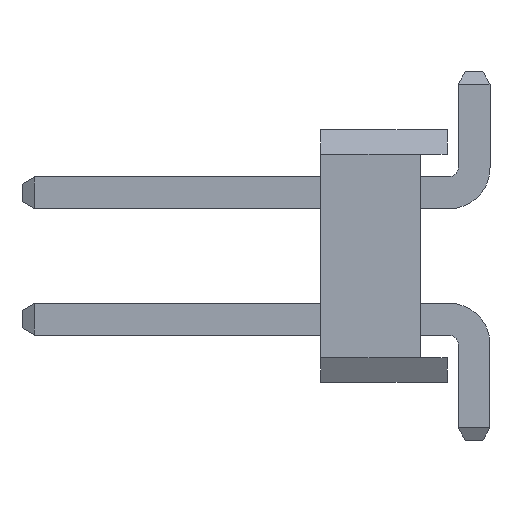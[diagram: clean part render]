
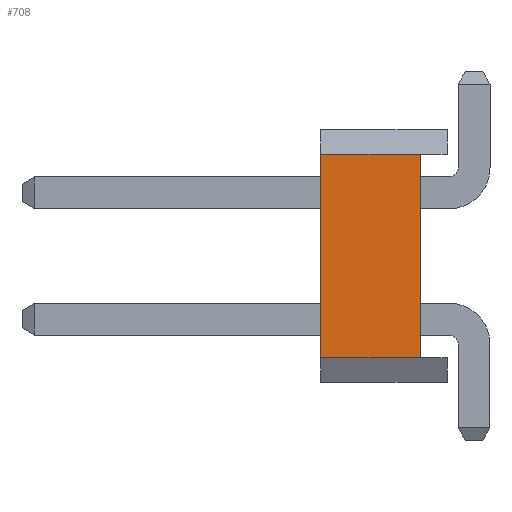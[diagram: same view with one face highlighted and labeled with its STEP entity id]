
A CAD part, left-side view. The second image highlights one B-rep face of the part: STEP entity #708.
In plain terms, the highlighted planar face has unit normal (-1, 0, 0).
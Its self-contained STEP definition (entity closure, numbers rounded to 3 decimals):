
#16 = LINE ( 'NONE', #2113, #722 ) ;
#76 = VECTOR ( 'NONE', #336, 1000. ) ;
#266 = EDGE_LOOP ( 'NONE', ( #3315, #789, #3323, #1728 ) ) ;
#282 = LINE ( 'NONE', #2208, #1436 ) ;
#336 = DIRECTION ( 'NONE',  ( 0., 0., 1. ) ) ;
#544 = VERTEX_POINT ( 'NONE', #1157 ) ;
#549 = AXIS2_PLACEMENT_3D ( 'NONE', #694, #1800, #702 ) ;
#579 = VERTEX_POINT ( 'NONE', #3473 ) ;
#673 = DIRECTION ( 'NONE',  ( 0., 1., 0. ) ) ;
#694 = CARTESIAN_POINT ( 'NONE',  ( -5.05, 2.54, 2.54 ) ) ;
#702 = DIRECTION ( 'NONE',  ( 0., 0., 1. ) ) ;
#708 = ADVANCED_FACE ( 'NONE', ( #962 ), #2432, .T. ) ;
#722 = VECTOR ( 'NONE', #673, 1000. ) ;
#789 = ORIENTED_EDGE ( 'NONE', *, *, #3544, .T. ) ;
#851 = VECTOR ( 'NONE', #3552, 1000. ) ;
#962 = FACE_OUTER_BOUND ( 'NONE', #266, .T. ) ;
#1127 = LINE ( 'NONE', #2407, #851 ) ;
#1157 = CARTESIAN_POINT ( 'NONE',  ( -5.05, 0.54, -2.04 ) ) ;
#1362 = CARTESIAN_POINT ( 'NONE',  ( -5.05, 2.54, -2.04 ) ) ;
#1379 = EDGE_CURVE ( 'NONE', #3606, #3016, #3395, .T. ) ;
#1436 = VECTOR ( 'NONE', #2807, 1000. ) ;
#1728 = ORIENTED_EDGE ( 'NONE', *, *, #2606, .F. ) ;
#1800 = DIRECTION ( 'NONE',  ( -1., 0., 0. ) ) ;
#2045 = CARTESIAN_POINT ( 'NONE',  ( -5.05, 2.54, 2.54 ) ) ;
#2113 = CARTESIAN_POINT ( 'NONE',  ( -5.05, 2.54, -2.04 ) ) ;
#2208 = CARTESIAN_POINT ( 'NONE',  ( -5.05, 2.54, 2.04 ) ) ;
#2407 = CARTESIAN_POINT ( 'NONE',  ( -5.05, 0.54, 2.04 ) ) ;
#2432 = PLANE ( 'NONE',  #549 ) ;
#2536 = CARTESIAN_POINT ( 'NONE',  ( -5.05, 2.54, 2.04 ) ) ;
#2606 = EDGE_CURVE ( 'NONE', #544, #3606, #16, .T. ) ;
#2654 = EDGE_CURVE ( 'NONE', #544, #579, #1127, .T. ) ;
#2807 = DIRECTION ( 'NONE',  ( 0., 1., 0. ) ) ;
#3016 = VERTEX_POINT ( 'NONE', #2536 ) ;
#3315 = ORIENTED_EDGE ( 'NONE', *, *, #2654, .T. ) ;
#3323 = ORIENTED_EDGE ( 'NONE', *, *, #1379, .F. ) ;
#3395 = LINE ( 'NONE', #2045, #76 ) ;
#3473 = CARTESIAN_POINT ( 'NONE',  ( -5.05, 0.54, 2.04 ) ) ;
#3544 = EDGE_CURVE ( 'NONE', #579, #3016, #282, .T. ) ;
#3552 = DIRECTION ( 'NONE',  ( 0., 0., 1. ) ) ;
#3606 = VERTEX_POINT ( 'NONE', #1362 ) ;
